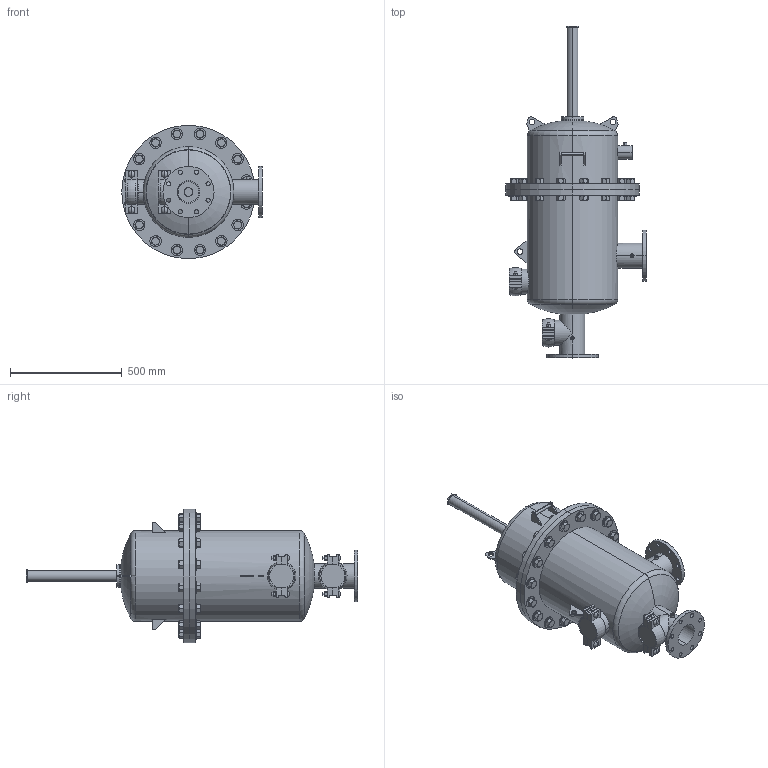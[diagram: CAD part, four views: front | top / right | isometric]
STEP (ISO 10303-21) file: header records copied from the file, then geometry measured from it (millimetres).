
FILE_DESCRIPTION (( 'STEP AP203' ), '1' );
FILE_NAME ('D4-90.STEP', '2020-09-25T10:18:00', ( '' ), ( '' ), 'SwSTEP 2.0', 'SolidWorks 2018', '' );
FILE_SCHEMA (( 'CONFIG_CONTROL_DESIGN' ));
Length unit declared in the file: inch
Products named in the file (1): D4-90
Bounding box: 628.67 x 1485.01 x 596.95 mm (x, y, z)
Volume: 17753877.4 mm3; surface area: 4218593.8 mm2
Topology: 46 solids, 46 shells, 1436 faces, 3233 edges, 2002 vertices
Faces by surface type: plane 520, cylinder 456, cone 432, torus 20, sphere 8
Entity records: 46019 total; most frequent: CARTESIAN_POINT 14337, DIRECTION 6535, ORIENTED_EDGE 6466, EDGE_CURVE 3233, AXIS2_PLACEMENT_3D 2803, VERTEX_POINT 2002, EDGE_LOOP 1725, FACE_OUTER_BOUND 1436
